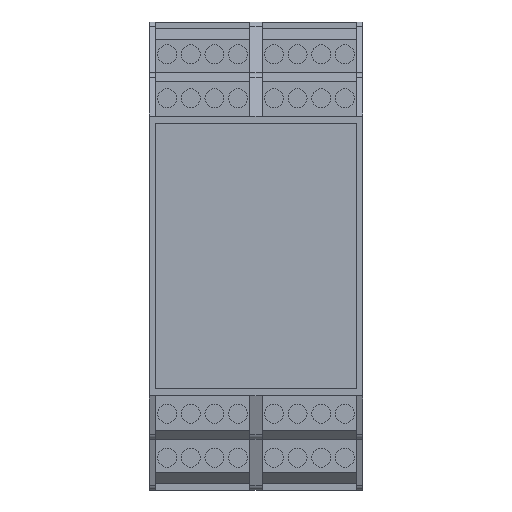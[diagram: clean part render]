
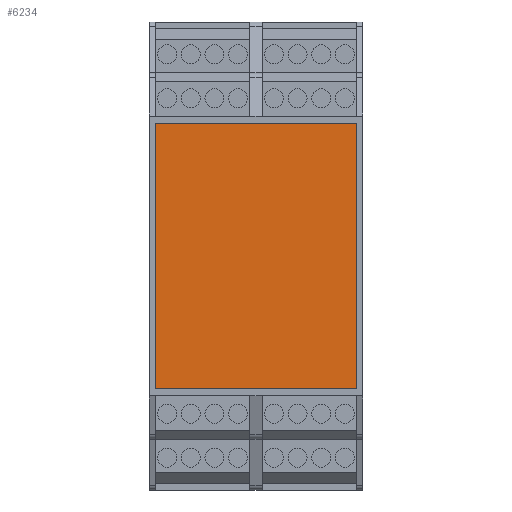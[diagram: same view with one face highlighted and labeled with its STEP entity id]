
A CAD part, front view. The second image highlights one B-rep face of the part: STEP entity #6234.
In plain terms, the highlighted planar face has unit normal (0, -1, 0).
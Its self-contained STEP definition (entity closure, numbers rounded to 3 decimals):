
#6195=CARTESIAN_POINT('POINT4323',(-21.3,-106.5,-28.1));
#6196=VERTEX_POINT('VERTEX4323',#6195);
#6197=CARTESIAN_POINT('POINT4324',(21.3,-106.5,-28.1));
#6198=VERTEX_POINT('VERTEX4324',#6197);
#6199=CARTESIAN_POINT('POS7728',(0.,-106.5,-28.1));
#6200=DIRECTION('DIR10361',(1.,0.,0.));
#6201=VECTOR('VEC5095',#6200,25.4);
#6202=LINE('STRAIGHT5095',#6199,#6201);
#6203=EDGE_CURVE('EDGE6499',#6196,#6198,#6202,.T.);
#6204=ORIENTED_EDGE('COEDGE12903',*,*,#6203,.T.);
#6205=CARTESIAN_POINT('POINT4325',(21.3,-106.5,28.1));
#6206=VERTEX_POINT('VERTEX4325',#6205);
#6207=CARTESIAN_POINT('POS7729',(21.3,-106.5,0.));
#6208=DIRECTION('DIR10362',(0.,0.,-1.));
#6209=VECTOR('VEC5096',#6208,25.4);
#6210=LINE('STRAIGHT5096',#6207,#6209);
#6211=EDGE_CURVE('EDGE6500',#6206,#6198,#6210,.T.);
#6212=ORIENTED_EDGE('COEDGE12904',*,*,#6211,.F.);
#6213=CARTESIAN_POINT('POINT4326',(-21.3,-106.5,28.1));
#6214=VERTEX_POINT('VERTEX4326',#6213);
#6215=CARTESIAN_POINT('POS7730',(0.,-106.5,28.1));
#6216=DIRECTION('DIR10363',(-1.,0.,0.));
#6217=VECTOR('VEC5097',#6216,25.4);
#6218=LINE('STRAIGHT5097',#6215,#6217);
#6219=EDGE_CURVE('EDGE6501',#6206,#6214,#6218,.T.);
#6220=ORIENTED_EDGE('COEDGE12905',*,*,#6219,.T.);
#6221=CARTESIAN_POINT('POS7731',(-21.3,-106.5,0.));
#6222=DIRECTION('DIR10364',(0.,0.,-1.));
#6223=VECTOR('VEC5098',#6222,25.4);
#6224=LINE('STRAIGHT5098',#6221,#6223);
#6225=EDGE_CURVE('EDGE6502',#6214,#6196,#6224,.T.);
#6226=ORIENTED_EDGE('COEDGE12906',*,*,#6225,.T.);
#6227=EDGE_LOOP('NONE',(#6204,#6212,#6220,#6226));
#6228=FACE_BOUND('LOOP1',#6227,.T.);
#6229=CARTESIAN_POINT('POS7732',(0.,-106.5,0.));
#6230=DIRECTION('DIR10365',(0.,-1.,0.));
#6231=DIRECTION('DIR10366',(1.,0.,0.));
#6232=AXIS2_PLACEMENT_3D('AXIS2634',#6229,#6230,#6231);
#6233=PLANE('PLANE1852',#6232);
#6234=ADVANCED_FACE('FACE2634',(#6228),#6233,.T.);
